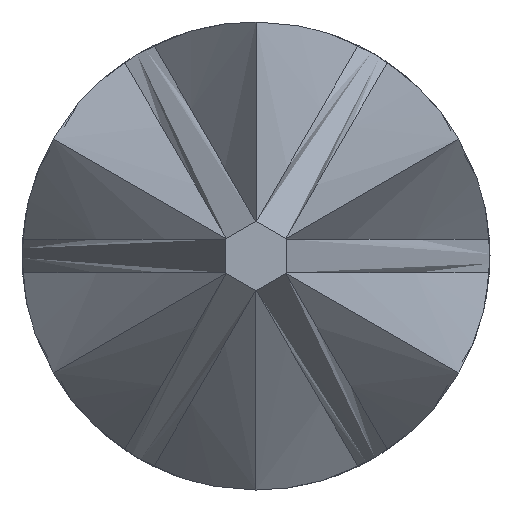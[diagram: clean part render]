
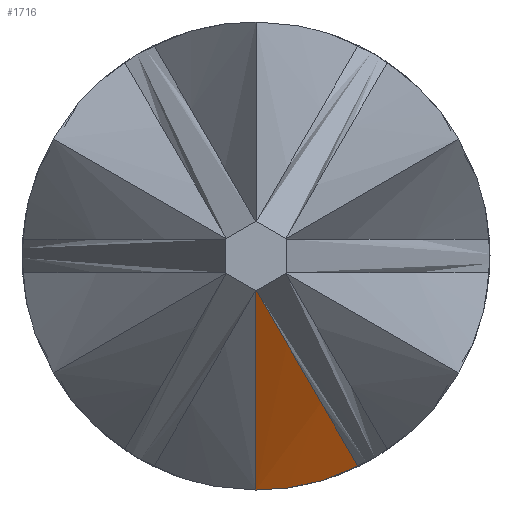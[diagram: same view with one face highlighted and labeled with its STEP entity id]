
A CAD part, left-side view. The second image highlights one B-rep face of the part: STEP entity #1716.
In plain terms, the highlighted conical face has half-angle 30 degrees and reference radius 7.907 mm.
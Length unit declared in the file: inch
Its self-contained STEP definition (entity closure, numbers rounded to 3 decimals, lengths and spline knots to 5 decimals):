
#161 = FACE_OUTER_BOUND ( 'NONE', #1818, .T. ) ;
#167 = CARTESIAN_POINT ( 'NONE',  ( -0.31, -0.00005, -0.00459 ) ) ;
#200 = CARTESIAN_POINT ( 'NONE',  ( -0.31, 0., -0.00469 ) ) ;
#273 = VERTEX_POINT ( 'NONE', #1454 ) ;
#388 = CONICAL_SURFACE ( 'NONE', #874, 0.31128, 0.524 ) ;
#493 = EDGE_CURVE ( 'NONE', #1399, #1565, #694, .T. ) ;
#584 = CARTESIAN_POINT ( 'NONE',  ( -0.31, 0., -0.00469 ) ) ;
#694 = B_SPLINE_CURVE_WITH_KNOTS ( 'NONE', 3,
 ( #1844, #1859, #1892, #1837 ),
 .UNSPECIFIED., .F., .F.,
 ( 4, 4 ),
 ( 0.00261, 0.00261 ),
 .UNSPECIFIED. ) ;
#782 = EDGE_CURVE ( 'NONE', #2098, #273, #868, .T. ) ;
#816 = EDGE_CURVE ( 'NONE', #1399, #273, #1745, .T. ) ;
#832 = EDGE_CURVE ( 'NONE', #2098, #1565, #2141, .T. ) ;
#868 = B_SPLINE_CURVE_WITH_KNOTS ( 'NONE', 3,
 ( #1504, #1568, #1803, #2086 ),
 .UNSPECIFIED., .F., .F.,
 ( 4, 4 ),
 ( 0.00031, 0.00096 ),
 .UNSPECIFIED. ) ;
#874 = AXIS2_PLACEMENT_3D ( 'NONE', #1453, #1802, #1657 ) ;
#1121 = AXIS2_PLACEMENT_3D ( 'NONE', #1338, #1316, #1321 ) ;
#1316 = DIRECTION ( 'NONE',  ( 0., -0.866, 0.5 ) ) ;
#1321 = DIRECTION ( 'NONE',  ( 0., -0.5, -0.866 ) ) ;
#1338 = CARTESIAN_POINT ( 'NONE',  ( -0.46648, -0.17045, -0.29972 ) ) ;
#1399 = VERTEX_POINT ( 'NONE', #200 ) ;
#1453 = CARTESIAN_POINT ( 'NONE',  ( -0.46648, -0.07487, -0.3549 ) ) ;
#1454 = CARTESIAN_POINT ( 'NONE',  ( -0.28239, 0., -0.0311 ) ) ;
#1504 = CARTESIAN_POINT ( 'NONE',  ( -0.26112, -0.01356, -0.02799 ) ) ;
#1565 = VERTEX_POINT ( 'NONE', #167 ) ;
#1568 = CARTESIAN_POINT ( 'NONE',  ( -0.26761, -0.00854, -0.03042 ) ) ;
#1571 = CARTESIAN_POINT ( 'NONE',  ( -0.28239, 0., -0.0311 ) ) ;
#1593 = CARTESIAN_POINT ( 'NONE',  ( -0.29113, 0., -0.02159 ) ) ;
#1657 = DIRECTION ( 'NONE',  ( 0., -0.5, -0.866 ) ) ;
#1716 = ADVANCED_FACE ( 'NONE', ( #161 ), #388, .F. ) ;
#1745 =( BOUNDED_CURVE ( )  B_SPLINE_CURVE ( 3, ( #584, #1791, #1593, #1571 ),
 .UNSPECIFIED., .F., .F. ) 
 B_SPLINE_CURVE_WITH_KNOTS ( ( 4, 4 ),
 ( 3.74138, 3.86785 ),
 .UNSPECIFIED. ) 
 CURVE ( )  GEOMETRIC_REPRESENTATION_ITEM ( )  RATIONAL_B_SPLINE_CURVE ( ( 1., 0.999, 0.999, 1. ) ) 
 REPRESENTATION_ITEM ( '' )  );
#1791 = CARTESIAN_POINT ( 'NONE',  ( -0.30035, 0., -0.01277 ) ) ;
#1802 = DIRECTION ( 'NONE',  ( 0., -0.866, 0.5 ) ) ;
#1803 = CARTESIAN_POINT ( 'NONE',  ( -0.27487, -0.00404, -0.0311 ) ) ;
#1818 = EDGE_LOOP ( 'NONE', ( #1899, #2000, #1925, #1904 ) ) ;
#1837 = CARTESIAN_POINT ( 'NONE',  ( -0.31, -0.00005, -0.00459 ) ) ;
#1844 = CARTESIAN_POINT ( 'NONE',  ( -0.31, 0., -0.00469 ) ) ;
#1859 = CARTESIAN_POINT ( 'NONE',  ( -0.31, -0.00002, -0.00465 ) ) ;
#1892 = CARTESIAN_POINT ( 'NONE',  ( -0.31, -0.00003, -0.00462 ) ) ;
#1899 = ORIENTED_EDGE ( 'NONE', *, *, #493, .F. ) ;
#1904 = ORIENTED_EDGE ( 'NONE', *, *, #832, .T. ) ;
#1925 = ORIENTED_EDGE ( 'NONE', *, *, #782, .F. ) ;
#2000 = ORIENTED_EDGE ( 'NONE', *, *, #816, .T. ) ;
#2086 = CARTESIAN_POINT ( 'NONE',  ( -0.28239, 0., -0.0311 ) ) ;
#2098 = VERTEX_POINT ( 'NONE', #2146 ) ;
#2141 = CIRCLE ( 'NONE', #1121, 0.375 ) ;
#2146 = CARTESIAN_POINT ( 'NONE',  ( -0.26112, -0.01356, -0.02799 ) ) ;
